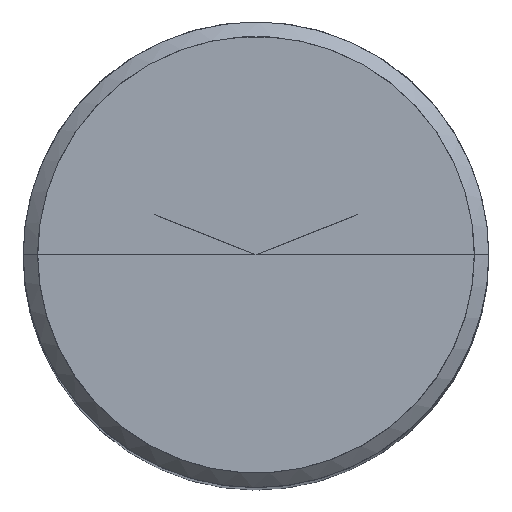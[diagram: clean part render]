
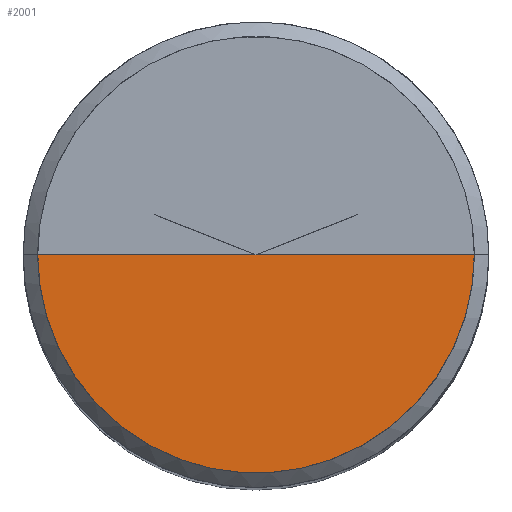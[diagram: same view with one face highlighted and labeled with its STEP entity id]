
A CAD part, top view. The second image highlights one B-rep face of the part: STEP entity #2001.
In plain terms, the highlighted free-form (B-spline) face has degree [1, 2] with [2, 5] control points.
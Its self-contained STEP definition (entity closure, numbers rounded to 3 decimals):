
#1604=CARTESIAN_POINT('',(7.5,0.0,48.0));
#1608=CARTESIAN_POINT('',(-7.5,0.0,48.0));
#1609=CARTESIAN_POINT('',(0.0,0.0,48.0));
#1622=CARTESIAN_POINT('',(-7.5,-7.5,48.0));
#1623=CARTESIAN_POINT('',(0.0,-7.5,48.0));
#1624=CARTESIAN_POINT('',(7.5,-7.5,48.0));
#1986=(
BOUNDED_SURFACE()
B_SPLINE_SURFACE(1,2,(
(#1608,#1622,#1623,#1624,#1604),
(#1609,#1609,#1609,#1609,#1609)
), .UNSPECIFIED.,.F.,.F.,.F.)
B_SPLINE_SURFACE_WITH_KNOTS((2,2),(3,2,3),(
0.0,1.0),(
0.0,0.5,1.0), .UNSPECIFIED.)
GEOMETRIC_REPRESENTATION_ITEM()
RATIONAL_B_SPLINE_SURFACE(((1.0,0.707,1.0,0.707,1.0),
(1.0,0.707,1.0,0.707,1.0)
))
REPRESENTATION_ITEM('')
SURFACE()
);
#1987=(
BOUNDED_CURVE()
B_SPLINE_CURVE(2,(#1604,#1624,#1623,#1622,#1608),.UNSPECIFIED.,.F.,.F.)
B_SPLINE_CURVE_WITH_KNOTS((3,2,3),
(0.0,0.5,1.0),.UNSPECIFIED.)
CURVE()
GEOMETRIC_REPRESENTATION_ITEM()
RATIONAL_B_SPLINE_CURVE((1.0,0.707,1.0,0.707,1.0))
REPRESENTATION_ITEM('')
);
#1988=(
BOUNDED_CURVE()
B_SPLINE_CURVE(1,(#1608,#1609),.UNSPECIFIED.,.F.,.F.)
B_SPLINE_CURVE_WITH_KNOTS((2,2),
(0.0,1.0),.UNSPECIFIED.)
CURVE()
GEOMETRIC_REPRESENTATION_ITEM()
RATIONAL_B_SPLINE_CURVE((1.0,1.0))
REPRESENTATION_ITEM('')
);
#1989=(
BOUNDED_CURVE()
B_SPLINE_CURVE(1,(#1609,#1604),.UNSPECIFIED.,.F.,.F.)
B_SPLINE_CURVE_WITH_KNOTS((2,2),
(0.0,1.0),.UNSPECIFIED.)
CURVE()
GEOMETRIC_REPRESENTATION_ITEM()
RATIONAL_B_SPLINE_CURVE((1.0,1.0))
REPRESENTATION_ITEM('')
);
#1990=VERTEX_POINT('',#1604);
#1991=VERTEX_POINT('',#1608);
#1992=VERTEX_POINT('',#1609);
#1993=EDGE_CURVE('',#1990,#1991,#1987,.T.);
#1994=EDGE_CURVE('',#1991,#1992,#1988,.T.);
#1995=EDGE_CURVE('',#1992,#1990,#1989,.T.);
#1996=ORIENTED_EDGE('',*,*,#1993,.T.);
#1997=ORIENTED_EDGE('',*,*,#1994,.T.);
#1998=ORIENTED_EDGE('',*,*,#1995,.T.);
#1999=EDGE_LOOP('',(#1996,#1997,#1998));
#2000=FACE_OUTER_BOUND('',#1999,.T.);
#2001=ADVANCED_FACE('',(#2000),#1986,.T.);
